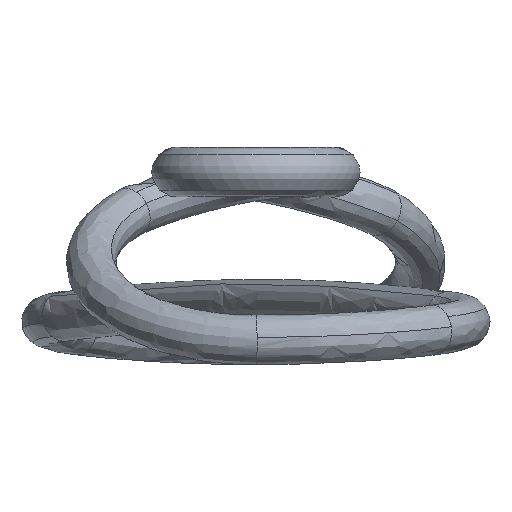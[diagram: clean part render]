
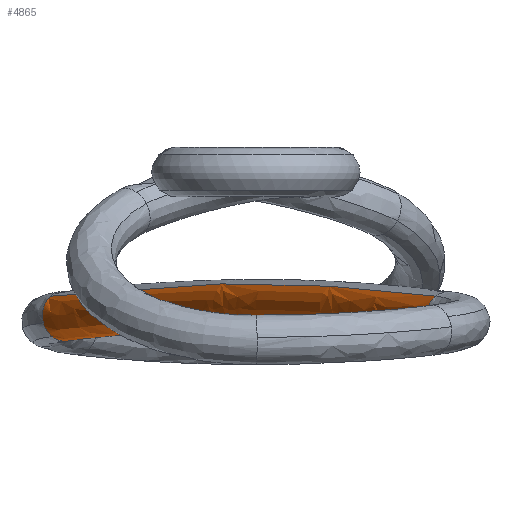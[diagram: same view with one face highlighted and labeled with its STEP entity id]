
A CAD part, left-side view. The second image highlights one B-rep face of the part: STEP entity #4865.
In plain terms, the highlighted free-form (B-spline) face has degree [3, 3] with [10, 4] control points.
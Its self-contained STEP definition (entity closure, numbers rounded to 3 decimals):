
#2891=CARTESIAN_POINT('',(-10.959,-5.791,0.252));
#2892=VERTEX_POINT('',#2891);
#2906=CARTESIAN_POINT('',(-10.422,-6.553,-1.048));
#2907=VERTEX_POINT('',#2906);
#2908=CARTESIAN_POINT('',(-10.422,-6.553,-1.048));
#2909=CARTESIAN_POINT('',(-10.505,-6.393,-1.176));
#2910=CARTESIAN_POINT('',(-10.602,-6.219,-1.221));
#2911=CARTESIAN_POINT('',(-10.823,-5.845,-1.149));
#2912=CARTESIAN_POINT('',(-10.916,-5.698,-1.04));
#2913=CARTESIAN_POINT('',(-11.064,-5.487,-0.682));
#2914=CARTESIAN_POINT('',(-11.098,-5.455,-0.483));
#2915=CARTESIAN_POINT('',(-11.086,-5.532,-0.048));
#2916=CARTESIAN_POINT('',(-11.042,-5.631,0.124));
#2917=CARTESIAN_POINT('',(-10.959,-5.791,0.252));
#2918=B_SPLINE_CURVE_WITH_KNOTS('',3,(#2908,#2909,#2910,#2911,#2912,#2913,#2914,#2915,#2916,#2917),.UNSPECIFIED.,.F.,.U.,(4,2,2,2,4),(0.0,0.25,0.5,0.75,1.0),.UNSPECIFIED.);
#2919=EDGE_CURVE('',#2907,#2892,#2918,.T.);
#4653=CARTESIAN_POINT('',(10.301,6.841,-0.605));
#4654=VERTEX_POINT('',#4653);
#4670=CARTESIAN_POINT('',(10.504,6.601,0.252));
#4671=VERTEX_POINT('',#4670);
#4672=CARTESIAN_POINT('',(10.301,6.841,-0.605));
#4673=CARTESIAN_POINT('',(10.293,6.87,-0.497));
#4674=CARTESIAN_POINT('',(10.297,6.878,-0.384));
#4675=CARTESIAN_POINT('',(10.343,6.84,-0.048));
#4676=CARTESIAN_POINT('',(10.407,6.753,0.124));
#4677=CARTESIAN_POINT('',(10.504,6.601,0.252));
#4678=B_SPLINE_CURVE_WITH_KNOTS('',3,(#4672,#4673,#4674,#4675,#4676,#4677),.UNSPECIFIED.,.F.,.U.,(4,2,4),(0.614,0.75,1.0),.UNSPECIFIED.);
#4679=EDGE_CURVE('',#4654,#4671,#4678,.T.);
#4681=CARTESIAN_POINT('',(10.896,5.754,-1.049));
#4682=VERTEX_POINT('',#4681);
#4696=CARTESIAN_POINT('',(10.431,6.559,-1.05));
#4697=VERTEX_POINT('',#4696);
#4698=CARTESIAN_POINT('',(10.896,5.754,-1.049));
#4699=CARTESIAN_POINT('',(10.799,5.906,-1.177));
#4700=CARTESIAN_POINT('',(10.697,6.077,-1.222));
#4701=CARTESIAN_POINT('',(10.528,6.376,-1.164));
#4702=CARTESIAN_POINT('',(10.475,6.474,-1.119));
#4703=CARTESIAN_POINT('',(10.431,6.559,-1.05));
#4704=B_SPLINE_CURVE_WITH_KNOTS('',3,(#4698,#4699,#4700,#4701,#4702,#4703),.UNSPECIFIED.,.F.,.U.,(4,2,4),(0.0,0.25,0.395),.UNSPECIFIED.);
#4705=EDGE_CURVE('',#4682,#4697,#4704,.T.);
#4767=CARTESIAN_POINT('',(10.431,6.559,-1.05));
#4768=CARTESIAN_POINT('',(10.399,6.621,-0.999));
#4769=CARTESIAN_POINT('',(10.371,6.677,-0.937));
#4770=CARTESIAN_POINT('',(10.324,6.779,-0.779));
#4771=CARTESIAN_POINT('',(10.308,6.818,-0.694));
#4772=CARTESIAN_POINT('',(10.301,6.841,-0.605));
#4773=B_SPLINE_CURVE_WITH_KNOTS('',3,(#4767,#4768,#4769,#4770,#4771,#4772),.UNSPECIFIED.,.F.,.U.,(4,2,4),(0.395,0.5,0.614),.UNSPECIFIED.);
#4774=EDGE_CURVE('',#4697,#4654,#4773,.T.);
#4804=CARTESIAN_POINT('',(11.008,5.807,-1.049));
#4805=CARTESIAN_POINT('',(10.909,5.961,-1.182));
#4806=CARTESIAN_POINT('',(10.805,6.135,-1.231));
#4807=CARTESIAN_POINT('',(10.589,6.518,-1.157));
#4808=CARTESIAN_POINT('',(10.509,6.671,-1.049));
#4809=CARTESIAN_POINT('',(10.401,6.905,-0.69));
#4810=CARTESIAN_POINT('',(10.389,6.951,-0.492));
#4811=CARTESIAN_POINT('',(10.451,6.902,-0.052));
#4812=CARTESIAN_POINT('',(10.517,6.811,0.122));
#4813=CARTESIAN_POINT('',(10.617,6.653,0.251));
#4814=CARTESIAN_POINT('',(3.844,1.671,-0.509));
#4815=CARTESIAN_POINT('',(3.75,1.828,-0.643));
#4816=CARTESIAN_POINT('',(3.648,2.003,-0.692));
#4817=CARTESIAN_POINT('',(3.43,2.384,-0.618));
#4818=CARTESIAN_POINT('',(3.345,2.535,-0.509));
#4819=CARTESIAN_POINT('',(3.224,2.762,-0.15));
#4820=CARTESIAN_POINT('',(3.205,2.803,0.05));
#4821=CARTESIAN_POINT('',(3.25,2.744,0.49));
#4822=CARTESIAN_POINT('',(3.309,2.649,0.665));
#4823=CARTESIAN_POINT('',(3.405,2.489,0.795));
#4824=CARTESIAN_POINT('',(-3.36,-2.488,-0.509));
#4825=CARTESIAN_POINT('',(-3.449,-2.328,-0.643));
#4826=CARTESIAN_POINT('',(-3.549,-2.152,-0.691));
#4827=CARTESIAN_POINT('',(-3.77,-1.772,-0.618));
#4828=CARTESIAN_POINT('',(-3.859,-1.624,-0.509));
#4829=CARTESIAN_POINT('',(-3.994,-1.405,-0.149));
#4830=CARTESIAN_POINT('',(-4.02,-1.368,0.05));
#4831=CARTESIAN_POINT('',(-3.992,-1.437,0.49));
#4832=CARTESIAN_POINT('',(-3.939,-1.535,0.666));
#4833=CARTESIAN_POINT('',(-3.848,-1.698,0.795));
#4834=CARTESIAN_POINT('',(-10.523,-6.624,-1.048));
#4835=CARTESIAN_POINT('',(-10.607,-6.461,-1.182));
#4836=CARTESIAN_POINT('',(-10.706,-6.284,-1.23));
#4837=CARTESIAN_POINT('',(-10.93,-5.906,-1.157));
#4838=CARTESIAN_POINT('',(-11.022,-5.76,-1.048));
#4839=CARTESIAN_POINT('',(-11.171,-5.549,-0.689));
#4840=CARTESIAN_POINT('',(-11.205,-5.516,-0.491));
#4841=CARTESIAN_POINT('',(-11.193,-5.594,-0.052));
#4842=CARTESIAN_POINT('',(-11.147,-5.697,0.123));
#4843=CARTESIAN_POINT('',(-11.061,-5.863,0.252));
#4844=B_SPLINE_SURFACE_WITH_KNOTS('',3,3,((#4804,#4814,#4824,#4834),(#4805,#4815,#4825,#4835),(#4806,#4816,#4826,#4836),(#4807,#4817,#4827,#4837),(#4808,#4818,#4828,#4838),(#4809,#4819,#4829,#4839),(#4810,#4820,#4830,#4840),(#4811,#4821,#4831,#4841),(#4812,#4822,#4832,#4842),(#4813,#4823,#4833,#4843)),.UNSPECIFIED.,.F.,.F.,.U.,(4,2,2,2,4),(4,4),(0.0,0.681,1.349,2.017,2.699),(0.0,25.053),.UNSPECIFIED.);
#4845=ORIENTED_EDGE('',*,*,#2919,.T.);
#4846=CARTESIAN_POINT('',(10.504,6.601,0.252));
#4847=CARTESIAN_POINT('',(3.363,2.478,0.785));
#4848=CARTESIAN_POINT('',(-3.818,-1.668,0.785));
#4849=CARTESIAN_POINT('',(-10.959,-5.791,0.252));
#4850=B_SPLINE_CURVE_WITH_KNOTS('',3,(#4846,#4847,#4848,#4849),.UNSPECIFIED.,.F.,.U.,(4,4),(0.0,1.),.UNSPECIFIED.);
#4851=EDGE_CURVE('',#4671,#2892,#4850,.T.);
#4852=ORIENTED_EDGE('',*,*,#4851,.F.);
#4853=ORIENTED_EDGE('',*,*,#4679,.F.);
#4854=ORIENTED_EDGE('',*,*,#4774,.F.);
#4855=ORIENTED_EDGE('',*,*,#4705,.F.);
#4856=CARTESIAN_POINT('',(10.896,5.754,-1.049));
#4857=CARTESIAN_POINT('',(3.803,1.659,-0.52));
#4858=CARTESIAN_POINT('',(-3.329,-2.458,-0.52));
#4859=CARTESIAN_POINT('',(-10.422,-6.553,-1.048));
#4860=QUASI_UNIFORM_CURVE('',3,(#4856,#4857,#4858,#4859),.UNSPECIFIED.,.F.,.U.);
#4861=EDGE_CURVE('',#4682,#2907,#4860,.T.);
#4862=ORIENTED_EDGE('',*,*,#4861,.T.);
#4863=EDGE_LOOP('',(#4845,#4852,#4853,#4854,#4855,#4862));
#4864=FACE_OUTER_BOUND('',#4863,.T.);
#4865=ADVANCED_FACE('',(#4864),#4844,.F.);
